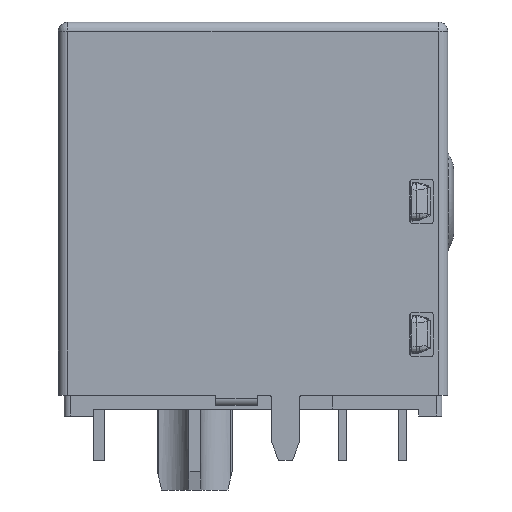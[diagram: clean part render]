
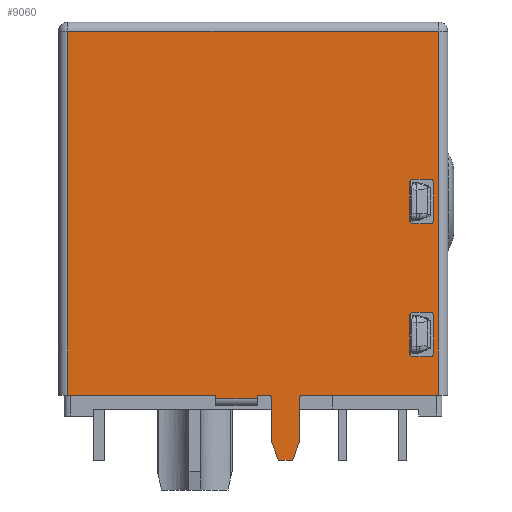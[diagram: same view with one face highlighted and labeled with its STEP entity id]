
A CAD part, left-side view. The second image highlights one B-rep face of the part: STEP entity #9060.
In plain terms, the highlighted planar face has unit normal (-1, 0, 0).
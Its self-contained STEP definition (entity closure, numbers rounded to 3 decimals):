
#305=FACE_BOUND('',#886,.T.);
#306=FACE_BOUND('',#887,.T.);
#385=FACE_OUTER_BOUND('',#885,.T.);
#885=EDGE_LOOP('',(#5937,#5938,#5939,#5940,#5941,#5942,#5943,#5944,#5945,
#5946,#5947,#5948,#5949,#5950,#5951,#5952));
#886=EDGE_LOOP('',(#5953,#5954,#5955,#5956,#5957,#5958,#5959,#5960));
#887=EDGE_LOOP('',(#5961,#5962,#5963,#5964,#5965,#5966,#5967,#5968));
#1429=CIRCLE('',#9611,0.15);
#1430=CIRCLE('',#9612,0.15);
#1431=CIRCLE('',#9613,0.15);
#1432=CIRCLE('',#9614,0.15);
#1433=CIRCLE('',#9615,0.15);
#1434=CIRCLE('',#9616,0.15);
#1435=CIRCLE('',#9617,0.15);
#1436=CIRCLE('',#9618,0.15);
#1437=CIRCLE('',#9619,0.15);
#1438=CIRCLE('',#9620,0.15);
#1754=LINE('',#12983,#2698);
#1755=LINE('',#12989,#2699);
#1756=LINE('',#12993,#2700);
#1757=LINE('',#12995,#2701);
#1758=LINE('',#12997,#2702);
#1759=LINE('',#12999,#2703);
#1760=LINE('',#13001,#2704);
#1761=LINE('',#13003,#2705);
#1762=LINE('',#13007,#2706);
#1763=LINE('',#13009,#2707);
#1764=LINE('',#13011,#2708);
#1765=LINE('',#13013,#2709);
#1766=LINE('',#13015,#2710);
#1767=LINE('',#13018,#2711);
#1768=LINE('',#13021,#2712);
#1769=LINE('',#13025,#2713);
#1770=LINE('',#13029,#2714);
#1771=LINE('',#13033,#2715);
#1772=LINE('',#13037,#2716);
#1773=LINE('',#13041,#2717);
#1774=LINE('',#13045,#2718);
#1775=LINE('',#13049,#2719);
#2698=VECTOR('',#10519,15.6);
#2699=VECTOR('',#10528,15.9);
#2700=VECTOR('',#10533,15.6);
#2701=VECTOR('',#10534,6.34);
#2702=VECTOR('',#10535,0.15);
#2703=VECTOR('',#10536,1.8);
#2704=VECTOR('',#10537,0.15);
#2705=VECTOR('',#10538,0.45);
#2706=VECTOR('',#10541,1.85);
#2707=VECTOR('',#10542,0.854);
#2708=VECTOR('',#10543,0.6);
#2709=VECTOR('',#10544,0.854);
#2710=VECTOR('',#10545,1.85);
#2711=VECTOR('',#10548,5.81);
#2712=VECTOR('',#10549,1.6);
#2713=VECTOR('',#10552,0.75);
#2714=VECTOR('',#10555,1.6);
#2715=VECTOR('',#10558,0.75);
#2716=VECTOR('',#10561,1.6);
#2717=VECTOR('',#10564,0.75);
#2718=VECTOR('',#10567,1.6);
#2719=VECTOR('',#10570,0.75);
#3646=VERTEX_POINT('',#12980);
#3647=VERTEX_POINT('',#12982);
#3648=VERTEX_POINT('',#12988);
#3649=VERTEX_POINT('',#12992);
#3650=VERTEX_POINT('',#12994);
#3651=VERTEX_POINT('',#12996);
#3652=VERTEX_POINT('',#12998);
#3653=VERTEX_POINT('',#13000);
#3654=VERTEX_POINT('',#13002);
#3655=VERTEX_POINT('',#13004);
#3656=VERTEX_POINT('',#13006);
#3657=VERTEX_POINT('',#13008);
#3658=VERTEX_POINT('',#13010);
#3659=VERTEX_POINT('',#13012);
#3660=VERTEX_POINT('',#13014);
#3661=VERTEX_POINT('',#13016);
#3662=VERTEX_POINT('',#13019);
#3663=VERTEX_POINT('',#13020);
#3664=VERTEX_POINT('',#13022);
#3665=VERTEX_POINT('',#13024);
#3666=VERTEX_POINT('',#13026);
#3667=VERTEX_POINT('',#13028);
#3668=VERTEX_POINT('',#13030);
#3669=VERTEX_POINT('',#13032);
#3670=VERTEX_POINT('',#13035);
#3671=VERTEX_POINT('',#13036);
#3672=VERTEX_POINT('',#13038);
#3673=VERTEX_POINT('',#13040);
#3674=VERTEX_POINT('',#13042);
#3675=VERTEX_POINT('',#13044);
#3676=VERTEX_POINT('',#13046);
#3677=VERTEX_POINT('',#13048);
#4524=EDGE_CURVE('',#3647,#3646,#1754,.T.);
#4527=EDGE_CURVE('',#3647,#3648,#1755,.T.);
#4529=EDGE_CURVE('',#3648,#3649,#1756,.T.);
#4530=EDGE_CURVE('',#3646,#3650,#1757,.T.);
#4531=EDGE_CURVE('',#3651,#3650,#1758,.T.);
#4532=EDGE_CURVE('',#3651,#3652,#1759,.T.);
#4533=EDGE_CURVE('',#3652,#3653,#1760,.T.);
#4534=EDGE_CURVE('',#3653,#3654,#1761,.T.);
#4535=EDGE_CURVE('',#3654,#3655,#1429,.T.);
#4536=EDGE_CURVE('',#3655,#3656,#1762,.T.);
#4537=EDGE_CURVE('',#3657,#3656,#1763,.T.);
#4538=EDGE_CURVE('',#3658,#3657,#1764,.T.);
#4539=EDGE_CURVE('',#3659,#3658,#1765,.T.);
#4540=EDGE_CURVE('',#3659,#3660,#1766,.T.);
#4541=EDGE_CURVE('',#3660,#3661,#1430,.T.);
#4542=EDGE_CURVE('',#3661,#3649,#1767,.T.);
#4543=EDGE_CURVE('',#3662,#3663,#1768,.T.);
#4544=EDGE_CURVE('',#3663,#3664,#1431,.T.);
#4545=EDGE_CURVE('',#3664,#3665,#1769,.T.);
#4546=EDGE_CURVE('',#3665,#3666,#1432,.T.);
#4547=EDGE_CURVE('',#3666,#3667,#1770,.T.);
#4548=EDGE_CURVE('',#3667,#3668,#1433,.T.);
#4549=EDGE_CURVE('',#3668,#3669,#1771,.T.);
#4550=EDGE_CURVE('',#3669,#3662,#1434,.T.);
#4551=EDGE_CURVE('',#3670,#3671,#1772,.T.);
#4552=EDGE_CURVE('',#3671,#3672,#1435,.T.);
#4553=EDGE_CURVE('',#3672,#3673,#1773,.T.);
#4554=EDGE_CURVE('',#3673,#3674,#1436,.T.);
#4555=EDGE_CURVE('',#3674,#3675,#1774,.T.);
#4556=EDGE_CURVE('',#3675,#3676,#1437,.T.);
#4557=EDGE_CURVE('',#3676,#3677,#1775,.T.);
#4558=EDGE_CURVE('',#3677,#3670,#1438,.T.);
#5937=ORIENTED_EDGE('',*,*,#4529,.F.);
#5938=ORIENTED_EDGE('',*,*,#4527,.F.);
#5939=ORIENTED_EDGE('',*,*,#4524,.T.);
#5940=ORIENTED_EDGE('',*,*,#4530,.T.);
#5941=ORIENTED_EDGE('',*,*,#4531,.F.);
#5942=ORIENTED_EDGE('',*,*,#4532,.T.);
#5943=ORIENTED_EDGE('',*,*,#4533,.T.);
#5944=ORIENTED_EDGE('',*,*,#4534,.T.);
#5945=ORIENTED_EDGE('',*,*,#4535,.T.);
#5946=ORIENTED_EDGE('',*,*,#4536,.T.);
#5947=ORIENTED_EDGE('',*,*,#4537,.F.);
#5948=ORIENTED_EDGE('',*,*,#4538,.F.);
#5949=ORIENTED_EDGE('',*,*,#4539,.F.);
#5950=ORIENTED_EDGE('',*,*,#4540,.T.);
#5951=ORIENTED_EDGE('',*,*,#4541,.T.);
#5952=ORIENTED_EDGE('',*,*,#4542,.T.);
#5953=ORIENTED_EDGE('',*,*,#4543,.T.);
#5954=ORIENTED_EDGE('',*,*,#4544,.T.);
#5955=ORIENTED_EDGE('',*,*,#4545,.T.);
#5956=ORIENTED_EDGE('',*,*,#4546,.T.);
#5957=ORIENTED_EDGE('',*,*,#4547,.T.);
#5958=ORIENTED_EDGE('',*,*,#4548,.T.);
#5959=ORIENTED_EDGE('',*,*,#4549,.T.);
#5960=ORIENTED_EDGE('',*,*,#4550,.T.);
#5961=ORIENTED_EDGE('',*,*,#4551,.T.);
#5962=ORIENTED_EDGE('',*,*,#4552,.T.);
#5963=ORIENTED_EDGE('',*,*,#4553,.T.);
#5964=ORIENTED_EDGE('',*,*,#4554,.T.);
#5965=ORIENTED_EDGE('',*,*,#4555,.T.);
#5966=ORIENTED_EDGE('',*,*,#4556,.T.);
#5967=ORIENTED_EDGE('',*,*,#4557,.T.);
#5968=ORIENTED_EDGE('',*,*,#4558,.T.);
#8360=PLANE('',#9610);
#9060=ADVANCED_FACE('',(#385,#305,#306),#8360,.T.);
#9610=AXIS2_PLACEMENT_3D('',#12991,#10531,#10532);
#9611=AXIS2_PLACEMENT_3D('',#13005,#10539,#10540);
#9612=AXIS2_PLACEMENT_3D('',#13017,#10546,#10547);
#9613=AXIS2_PLACEMENT_3D('',#13023,#10550,#10551);
#9614=AXIS2_PLACEMENT_3D('',#13027,#10553,#10554);
#9615=AXIS2_PLACEMENT_3D('',#13031,#10556,#10557);
#9616=AXIS2_PLACEMENT_3D('',#13034,#10559,#10560);
#9617=AXIS2_PLACEMENT_3D('',#13039,#10562,#10563);
#9618=AXIS2_PLACEMENT_3D('',#13043,#10565,#10566);
#9619=AXIS2_PLACEMENT_3D('',#13047,#10568,#10569);
#9620=AXIS2_PLACEMENT_3D('',#13050,#10571,#10572);
#10519=DIRECTION('',(0.,0.,-1.));
#10528=DIRECTION('',(0.,-1.,0.));
#10531=DIRECTION('center_axis',(-1.,0.,0.));
#10532=DIRECTION('ref_axis',(0.,-1.,0.));
#10533=DIRECTION('',(0.,0.,-1.));
#10534=DIRECTION('',(0.,-1.,0.));
#10535=DIRECTION('',(0.,0.,1.));
#10536=DIRECTION('',(0.,-1.,0.));
#10537=DIRECTION('',(0.,0.,1.));
#10538=DIRECTION('',(0.,-1.,0.));
#10539=DIRECTION('center_axis',(1.,0.,0.));
#10540=DIRECTION('ref_axis',(0.,0.,1.));
#10541=DIRECTION('',(0.,0.,-1.));
#10542=DIRECTION('',(0.,0.351,0.936));
#10543=DIRECTION('',(0.,1.,0.));
#10544=DIRECTION('',(0.,0.351,-0.936));
#10545=DIRECTION('',(0.,0.,1.));
#10546=DIRECTION('center_axis',(1.,0.,0.));
#10547=DIRECTION('ref_axis',(0.,1.,0.));
#10548=DIRECTION('',(0.,-1.,0.));
#10549=DIRECTION('',(0.,0.,-1.));
#10550=DIRECTION('center_axis',(1.,0.,0.));
#10551=DIRECTION('ref_axis',(0.,-1.,0.));
#10552=DIRECTION('',(0.,1.,0.));
#10553=DIRECTION('center_axis',(1.,0.,0.));
#10554=DIRECTION('ref_axis',(0.,0.,-1.));
#10555=DIRECTION('',(0.,0.,1.));
#10556=DIRECTION('center_axis',(1.,0.,0.));
#10557=DIRECTION('ref_axis',(0.,1.,0.));
#10558=DIRECTION('',(0.,-1.,0.));
#10559=DIRECTION('center_axis',(1.,0.,0.));
#10560=DIRECTION('ref_axis',(0.,0.,1.));
#10561=DIRECTION('',(0.,0.,1.));
#10562=DIRECTION('center_axis',(1.,0.,0.));
#10563=DIRECTION('ref_axis',(0.,1.,0.));
#10564=DIRECTION('',(0.,-1.,0.));
#10565=DIRECTION('center_axis',(1.,0.,0.));
#10566=DIRECTION('ref_axis',(0.,0.,1.));
#10567=DIRECTION('',(0.,0.,-1.));
#10568=DIRECTION('center_axis',(1.,0.,0.));
#10569=DIRECTION('ref_axis',(0.,-1.,0.));
#10570=DIRECTION('',(0.,1.,0.));
#10571=DIRECTION('center_axis',(1.,0.,0.));
#10572=DIRECTION('ref_axis',(0.,0.,-1.));
#12980=CARTESIAN_POINT('',(-8.025,5.45,0.9));
#12982=CARTESIAN_POINT('',(-8.025,5.45,16.5));
#12983=CARTESIAN_POINT('',(-8.025,5.45,16.5));
#12988=CARTESIAN_POINT('',(-8.025,-10.45,16.5));
#12989=CARTESIAN_POINT('',(-8.025,5.45,16.5));
#12991=CARTESIAN_POINT('Origin',(-8.025,5.85,16.9));
#12992=CARTESIAN_POINT('',(-8.025,-10.45,0.9));
#12993=CARTESIAN_POINT('',(-8.025,-10.45,16.5));
#12994=CARTESIAN_POINT('',(-8.025,-0.89,0.9));
#12995=CARTESIAN_POINT('',(-8.025,5.45,0.9));
#12996=CARTESIAN_POINT('',(-8.025,-0.89,0.75));
#12997=CARTESIAN_POINT('',(-8.025,-0.89,0.75));
#12998=CARTESIAN_POINT('',(-8.025,-2.69,0.75));
#12999=CARTESIAN_POINT('',(-8.025,-0.89,0.75));
#13000=CARTESIAN_POINT('',(-8.025,-2.69,0.9));
#13001=CARTESIAN_POINT('',(-8.025,-2.69,0.75));
#13002=CARTESIAN_POINT('',(-8.025,-3.14,0.9));
#13003=CARTESIAN_POINT('',(-8.025,-2.69,0.9));
#13004=CARTESIAN_POINT('',(-8.025,-3.29,0.75));
#13005=CARTESIAN_POINT('Origin',(-8.025,-3.14,0.75));
#13006=CARTESIAN_POINT('',(-8.025,-3.29,-1.1));
#13007=CARTESIAN_POINT('',(-8.025,-3.29,0.75));
#13008=CARTESIAN_POINT('',(-8.025,-3.59,-1.9));
#13009=CARTESIAN_POINT('',(-8.025,-3.59,-1.9));
#13010=CARTESIAN_POINT('',(-8.025,-4.19,-1.9));
#13011=CARTESIAN_POINT('',(-8.025,-4.19,-1.9));
#13012=CARTESIAN_POINT('',(-8.025,-4.49,-1.1));
#13013=CARTESIAN_POINT('',(-8.025,-4.49,-1.1));
#13014=CARTESIAN_POINT('',(-8.025,-4.49,0.75));
#13015=CARTESIAN_POINT('',(-8.025,-4.49,-1.1));
#13016=CARTESIAN_POINT('',(-8.025,-4.64,0.9));
#13017=CARTESIAN_POINT('Origin',(-8.025,-4.64,0.75));
#13018=CARTESIAN_POINT('',(-8.025,-4.64,0.9));
#13019=CARTESIAN_POINT('',(-8.025,-10.25,4.3));
#13020=CARTESIAN_POINT('',(-8.025,-10.25,2.7));
#13021=CARTESIAN_POINT('',(-8.025,-10.25,4.3));
#13022=CARTESIAN_POINT('',(-8.025,-10.1,2.55));
#13023=CARTESIAN_POINT('Origin',(-8.025,-10.1,2.7));
#13024=CARTESIAN_POINT('',(-8.025,-9.35,2.55));
#13025=CARTESIAN_POINT('',(-8.025,-10.1,2.55));
#13026=CARTESIAN_POINT('',(-8.025,-9.2,2.7));
#13027=CARTESIAN_POINT('Origin',(-8.025,-9.35,2.7));
#13028=CARTESIAN_POINT('',(-8.025,-9.2,4.3));
#13029=CARTESIAN_POINT('',(-8.025,-9.2,2.7));
#13030=CARTESIAN_POINT('',(-8.025,-9.35,4.45));
#13031=CARTESIAN_POINT('Origin',(-8.025,-9.35,4.3));
#13032=CARTESIAN_POINT('',(-8.025,-10.1,4.45));
#13033=CARTESIAN_POINT('',(-8.025,-9.35,4.45));
#13034=CARTESIAN_POINT('Origin',(-8.025,-10.1,4.3));
#13035=CARTESIAN_POINT('',(-8.025,-9.2,8.4));
#13036=CARTESIAN_POINT('',(-8.025,-9.2,10.));
#13037=CARTESIAN_POINT('',(-8.025,-9.2,8.4));
#13038=CARTESIAN_POINT('',(-8.025,-9.35,10.15));
#13039=CARTESIAN_POINT('Origin',(-8.025,-9.35,10.));
#13040=CARTESIAN_POINT('',(-8.025,-10.1,10.15));
#13041=CARTESIAN_POINT('',(-8.025,-9.35,10.15));
#13042=CARTESIAN_POINT('',(-8.025,-10.25,10.));
#13043=CARTESIAN_POINT('Origin',(-8.025,-10.1,10.));
#13044=CARTESIAN_POINT('',(-8.025,-10.25,8.4));
#13045=CARTESIAN_POINT('',(-8.025,-10.25,10.));
#13046=CARTESIAN_POINT('',(-8.025,-10.1,8.25));
#13047=CARTESIAN_POINT('Origin',(-8.025,-10.1,8.4));
#13048=CARTESIAN_POINT('',(-8.025,-9.35,8.25));
#13049=CARTESIAN_POINT('',(-8.025,-10.1,8.25));
#13050=CARTESIAN_POINT('Origin',(-8.025,-9.35,8.4));
